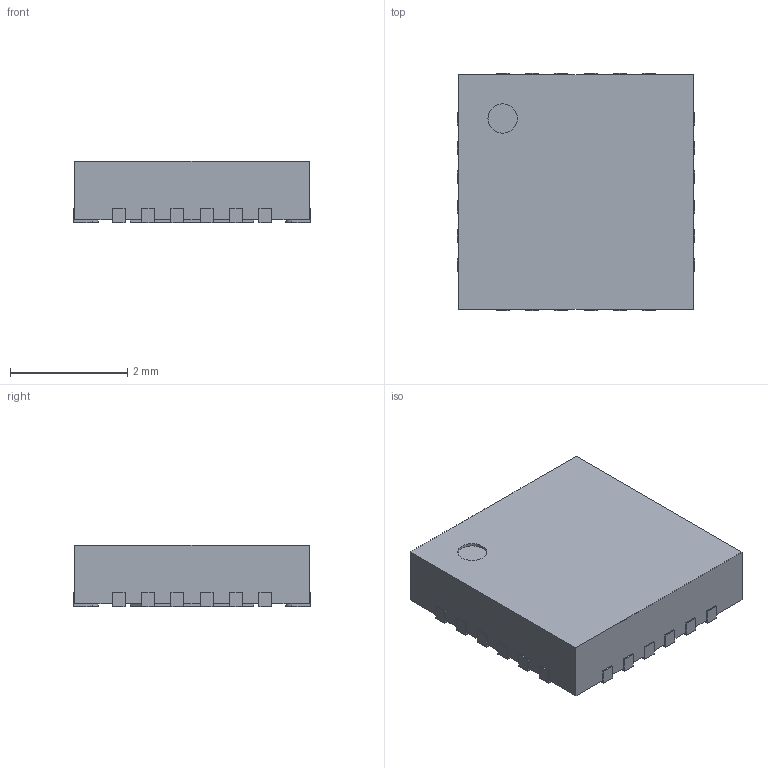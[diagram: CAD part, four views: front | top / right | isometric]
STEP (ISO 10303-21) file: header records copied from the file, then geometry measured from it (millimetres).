
FILE_DESCRIPTION(/* description */ ('STEP AP242','CAx-IF Rec.Pracs.---Representation and Presentation of Product Manufacturing Information (PMI)---4.0---2014-10-13','CAx-IF Rec.Pracs.---3D Tessellated Geometry---0.4---2014-09-14','2;1'),/* implementation_level */ '2;1');
FILE_NAME(/* name */ '616da1f8ea6b8f5fd0105671',/* time_stamp */ '2021-10-18T16:34:00+00:00',/* author */ (''),/* organization */ (''),/* preprocessor_version */ 'ST-DEVELOPER v18.1',/* originating_system */ ' ',/* authorisation */ ' ');
FILE_SCHEMA (('AP242_MANAGED_MODEL_BASED_3D_ENGINEERING_MIM_LF { 1 0 10303 442 1 1 4 }'));
Length unit declared in the file: metre
Products named in the file (1): Part 1
Bounding box: 4.04 x 4.04 x 1.05 mm (x, y, z)
Volume: 16.3 mm3; surface area: 50.3 mm2
Topology: 1 solids, 1 shells, 206 faces, 606 edges, 404 vertices
Faces by surface type: plane 157, cylinder 49
Full cylindrical faces by diameter (mm): 0.5 x1
Entity records: 8271 total; most frequent: CARTESIAN_POINT 1216, ORIENTED_EDGE 1210, DIRECTION 1117, EDGE_CURVE 605, LINE 507, VECTOR 507, VERTEX_POINT 404, AXIS2_PLACEMENT_3D 305
